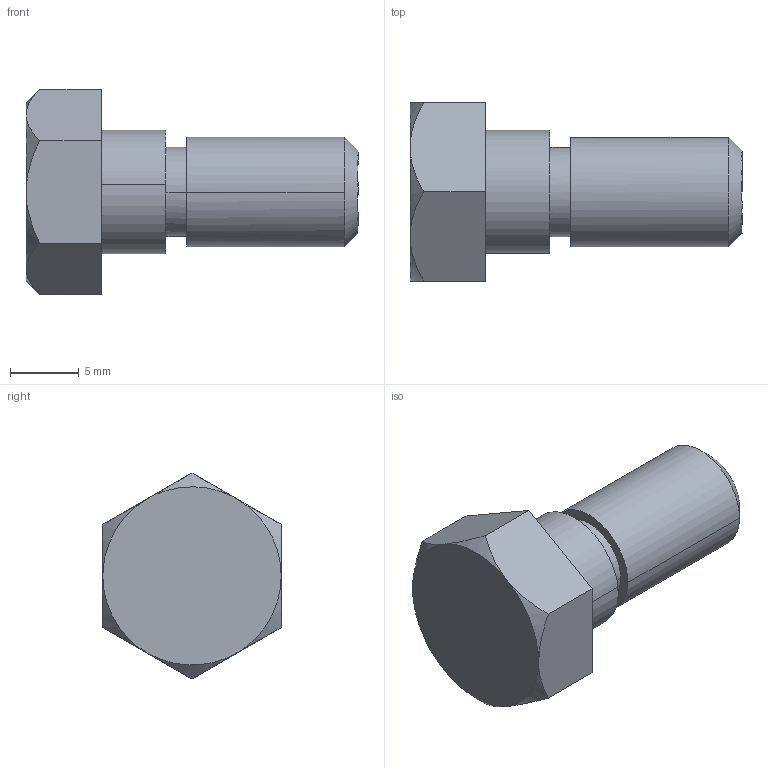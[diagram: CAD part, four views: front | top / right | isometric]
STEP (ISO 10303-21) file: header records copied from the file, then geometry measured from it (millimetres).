
FILE_DESCRIPTION((''),'2;1');
FILE_NAME('','2005-04-20T11:14:17',(''),(''),'','CADfix','');
FILE_SCHEMA(('AUTOMOTIVE_DESIGN'));
Length unit declared in the file: millimetre
Products named in the file (1): bolt
Bounding box: 24.2 x 13 x 15 mm (x, y, z)
Volume: 1768 mm3; surface area: 1026.3 mm2
Topology: 1 solids, 1 shells, 25 faces, 74 edges, 54 vertices
Faces by surface type: bspline 25
Entity records: 1027 total; most frequent: CARTESIAN_POINT 599, ORIENTED_EDGE 148, EDGE_CURVE 74, VERTEX_POINT 54, EDGE_LOOP 28, QUASI_UNIFORM_CURVE 26, FACE_OUTER_BOUND 25, ADVANCED_FACE 25
